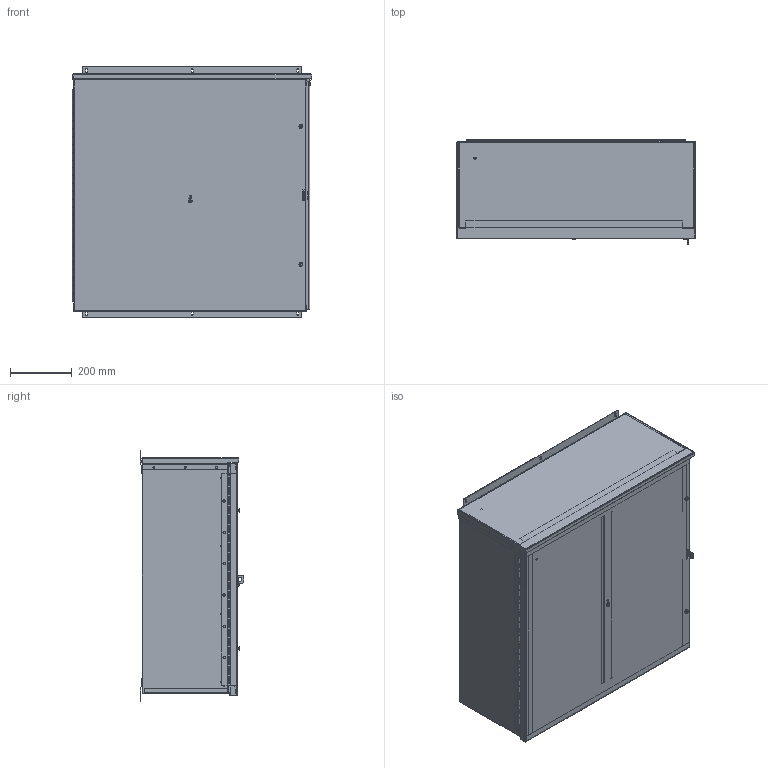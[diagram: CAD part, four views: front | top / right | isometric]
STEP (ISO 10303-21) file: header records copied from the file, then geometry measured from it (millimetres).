
FILE_DESCRIPTION (( 'STEP AP203' ), '1' );
FILE_NAME ('C3R303012HCR_Default.step', '2019-11-12T22:54:50', ( '' ), ( '' ), 'SwSTEP 2.0', 'SolidWorks 2019', '' );
FILE_SCHEMA (( 'CONFIG_CONTROL_DESIGN' ));
Length unit declared in the file: inch
Products named in the file (1): C3R303012HCR_Default
Bounding box: 776.52 x 336.8 x 812.8 mm (x, y, z)
Volume: 4999807.5 mm3; surface area: 5366016.8 mm2
Topology: 35 solids, 35 shells, 1014 faces, 2636 edges, 1724 vertices
Faces by surface type: plane 549, cylinder 411, bspline 38, cone 16
Entity records: 31843 total; most frequent: CARTESIAN_POINT 6215, DIRECTION 5370, ORIENTED_EDGE 5272, EDGE_CURVE 2636, AXIS2_PLACEMENT_3D 1839, VERTEX_POINT 1724, VECTOR 1692, LINE 1692
